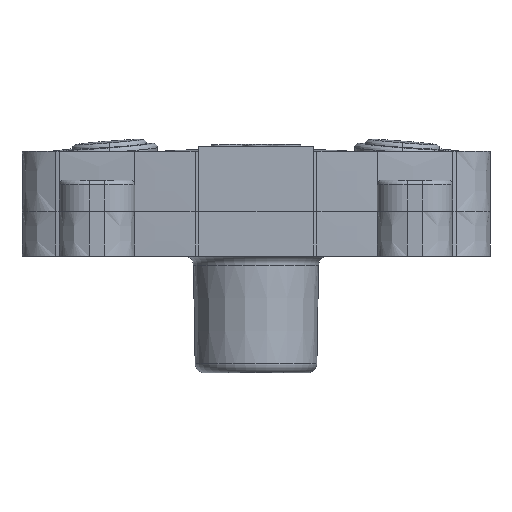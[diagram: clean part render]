
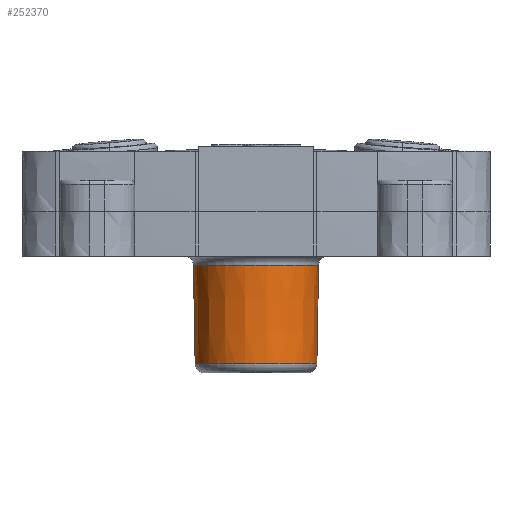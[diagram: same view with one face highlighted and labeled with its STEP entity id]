
A CAD part, front view. The second image highlights one B-rep face of the part: STEP entity #252370.
In plain terms, the highlighted conical face has half-angle 1 degrees and reference radius 7 mm.
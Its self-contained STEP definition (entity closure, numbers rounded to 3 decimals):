
#204470=CARTESIAN_POINT('',(35.659,19.636,
-0.983));
#204480=VERTEX_POINT('',#204470);
#204530=CARTESIAN_POINT('',(28.676,19.636,
-0.983));
#204540=DIRECTION('',(0.,0.,1.));
#204550=DIRECTION('',(1.,0.,0.));
#204560=AXIS2_PLACEMENT_3D('',#204530,#204540,#204550);
#204570=CIRCLE('',#204560,6.983);
#204580=CARTESIAN_POINT('',(21.693,19.636,
-0.983));
#204590=VERTEX_POINT('',#204580);
#204600=EDGE_CURVE('',#204590,#204480,#204570,.T.);
#252060=CARTESIAN_POINT('',(28.676,19.636,0.));
#252070=DIRECTION('',(0.,0.,1.));
#252080=DIRECTION('',(1.,0.,0.));
#252090=AXIS2_PLACEMENT_3D('',#252060,#252070,#252080);
#252100=CONICAL_SURFACE('',#252090,7.,0.017);
#252110=CARTESIAN_POINT('',(21.676,19.636,0.));
#252120=DIRECTION('',(-0.017,0.,1.));
#252130=VECTOR('',#252120,401.091);
#252140=LINE('',#252110,#252130);
#252150=CARTESIAN_POINT('',(21.886,19.636,
-12.017));
#252160=VERTEX_POINT('',#252150);
#252170=EDGE_CURVE('',#252160,#204590,#252140,.T.);
#252180=ORIENTED_EDGE('',*,*,#252170,.F.);
#252190=ORIENTED_EDGE('',*,*,#204600,.F.);
#252200=CARTESIAN_POINT('',(35.676,19.636,0.));
#252210=DIRECTION('',(0.017,0.,1.));
#252220=VECTOR('',#252210,401.091);
#252230=LINE('',#252200,#252220);
#252240=CARTESIAN_POINT('',(35.466,19.636,
-12.017));
#252250=VERTEX_POINT('',#252240);
#252260=EDGE_CURVE('',#252250,#204480,#252230,.T.);
#252270=ORIENTED_EDGE('',*,*,#252260,.T.);
#252280=CARTESIAN_POINT('',(28.676,19.636,
-12.017));
#252290=DIRECTION('',(0.,0.,1.));
#252300=DIRECTION('',(1.,0.,0.));
#252310=AXIS2_PLACEMENT_3D('',#252280,#252290,#252300);
#252320=CIRCLE('',#252310,6.79);
#252330=EDGE_CURVE('',#252160,#252250,#252320,.T.);
#252340=ORIENTED_EDGE('',*,*,#252330,.T.);
#252350=EDGE_LOOP('',(#252340,#252270,#252190,#252180));
#252360=FACE_OUTER_BOUND('',#252350,.T.);
#252370=ADVANCED_FACE('',(#252360),#252100,.T.);
